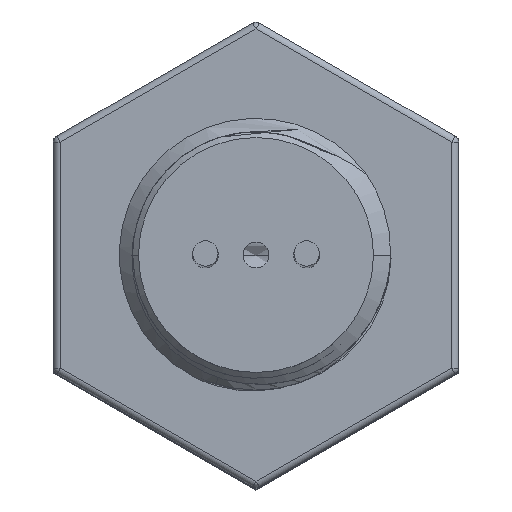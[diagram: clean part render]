
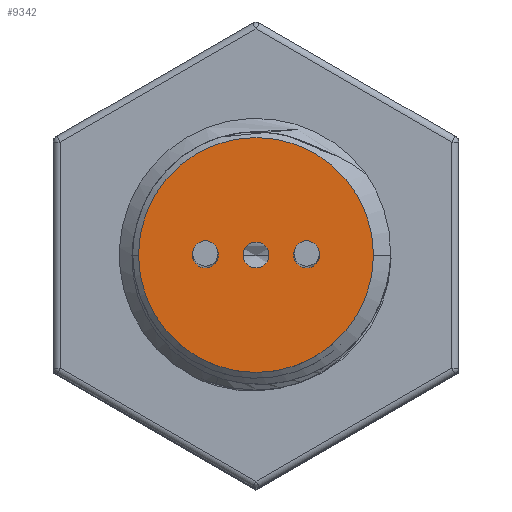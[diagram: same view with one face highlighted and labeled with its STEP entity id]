
A CAD part, top view. The second image highlights one B-rep face of the part: STEP entity #9342.
In plain terms, the highlighted planar face has unit normal (0, 0, 1).
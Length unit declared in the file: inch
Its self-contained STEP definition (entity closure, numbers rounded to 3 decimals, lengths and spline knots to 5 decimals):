
#130 = AXIS2_PLACEMENT_3D ( 'NONE', #12069, #12070, #12071 ) ;
#132 = AXIS2_PLACEMENT_3D ( 'NONE', #12057, #12058, #12059 ) ;
#134 = AXIS2_PLACEMENT_3D ( 'NONE', #12043, #12044, #12045 ) ;
#135 = AXIS2_PLACEMENT_3D ( 'NONE', #12040, #12041, #12042 ) ;
#257 = DIRECTION ( 'NONE',  ( 0., 0., 1. ) ) ;
#264 = CARTESIAN_POINT ( 'NONE',  ( -0.04181, 0.33044, 2.37389 ) ) ;
#266 = PLANE ( 'NONE',  #6605 ) ;
#267 = DIRECTION ( 'NONE',  ( 0., 1., 0. ) ) ;
#1962 = DIRECTION ( 'NONE',  ( 0., -1., 0. ) ) ;
#1963 = DIRECTION ( 'NONE',  ( 0., 0., -1. ) ) ;
#2042 = EDGE_CURVE ( 'NONE', #5039, #5015, #14971, .T. ) ;
#2043 = EDGE_CURVE ( 'NONE', #3436, #3784, #14972, .T. ) ;
#2045 = EDGE_CURVE ( 'NONE', #3467, #3477, #14968, .T. ) ;
#2063 = EDGE_CURVE ( 'NONE', #5010, #3470, #14937, .T. ) ;
#2280 = CIRCLE ( 'NONE', #130, 0.435 ) ;
#2286 = CIRCLE ( 'NONE', #132, 0.048 ) ;
#2297 = CIRCLE ( 'NONE', #134, 0.048 ) ;
#2311 = CIRCLE ( 'NONE', #135, 0.048 ) ;
#3436 = VERTEX_POINT ( 'NONE', #6861 ) ;
#3467 = VERTEX_POINT ( 'NONE', #6877 ) ;
#3470 = VERTEX_POINT ( 'NONE', #6879 ) ;
#3477 = VERTEX_POINT ( 'NONE', #6883 ) ;
#3784 = VERTEX_POINT ( 'NONE', #6977 ) ;
#5010 = VERTEX_POINT ( 'NONE', #7270 ) ;
#5015 = VERTEX_POINT ( 'NONE', #7280 ) ;
#5039 = VERTEX_POINT ( 'NONE', #7286 ) ;
#5135 = EDGE_LOOP ( 'NONE', ( #10874, #10875 ) ) ;
#6605 = AXIS2_PLACEMENT_3D ( 'NONE', #264, #257, #267 ) ;
#6861 = CARTESIAN_POINT ( 'NONE',  ( -0.22931, 0.37844, 2.37389 ) ) ;
#6877 = CARTESIAN_POINT ( 'NONE',  ( -0.04181, 0.76544, 2.37389 ) ) ;
#6879 = CARTESIAN_POINT ( 'NONE',  ( -0.04181, 0.28244, 2.37389 ) ) ;
#6883 = CARTESIAN_POINT ( 'NONE',  ( -0.04181, -0.10456, 2.37389 ) ) ;
#6977 = CARTESIAN_POINT ( 'NONE',  ( -0.22931, 0.28244, 2.37389 ) ) ;
#7270 = CARTESIAN_POINT ( 'NONE',  ( -0.04181, 0.37844, 2.37389 ) ) ;
#7280 = CARTESIAN_POINT ( 'NONE',  ( 0.14569, 0.28244, 2.37389 ) ) ;
#7286 = CARTESIAN_POINT ( 'NONE',  ( 0.14569, 0.37844, 2.37389 ) ) ;
#7690 = CARTESIAN_POINT ( 'NONE',  ( -0.04181, 0.33044, 2.37389 ) ) ;
#8215 = DIRECTION ( 'NONE',  ( 0., 1., 0. ) ) ;
#8219 = DIRECTION ( 'NONE',  ( 0., 0., 1. ) ) ;
#8236 = CARTESIAN_POINT ( 'NONE',  ( -0.04181, 0.33044, 2.37389 ) ) ;
#8352 = DIRECTION ( 'NONE',  ( 0., -1., 0. ) ) ;
#8468 = DIRECTION ( 'NONE',  ( 0., 0., -1. ) ) ;
#8472 = CARTESIAN_POINT ( 'NONE',  ( -0.22931, 0.33044, 2.37389 ) ) ;
#8497 = DIRECTION ( 'NONE',  ( 0., -1., 0. ) ) ;
#8499 = DIRECTION ( 'NONE',  ( 0., 0., -1. ) ) ;
#8501 = CARTESIAN_POINT ( 'NONE',  ( 0.14569, 0.33044, 2.37389 ) ) ;
#9342 = ADVANCED_FACE ( 'NONE', ( #14756, #14753, #14760, #14759 ), #266, .T. ) ;
#9674 = AXIS2_PLACEMENT_3D ( 'NONE', #7690, #1963, #1962 ) ;
#9683 = AXIS2_PLACEMENT_3D ( 'NONE', #8236, #8219, #8215 ) ;
#9685 = AXIS2_PLACEMENT_3D ( 'NONE', #8472, #8468, #8352 ) ;
#9686 = AXIS2_PLACEMENT_3D ( 'NONE', #8501, #8499, #8497 ) ;
#10874 = ORIENTED_EDGE ( 'NONE', *, *, #16570, .T. ) ;
#10875 = ORIENTED_EDGE ( 'NONE', *, *, #2042, .T. ) ;
#10876 = ORIENTED_EDGE ( 'NONE', *, *, #16572, .T. ) ;
#10877 = ORIENTED_EDGE ( 'NONE', *, *, #2063, .T. ) ;
#10878 = ORIENTED_EDGE ( 'NONE', *, *, #16578, .T. ) ;
#10879 = ORIENTED_EDGE ( 'NONE', *, *, #2043, .T. ) ;
#10880 = ORIENTED_EDGE ( 'NONE', *, *, #2045, .T. ) ;
#10881 = ORIENTED_EDGE ( 'NONE', *, *, #16583, .T. ) ;
#12040 = CARTESIAN_POINT ( 'NONE',  ( 0.14569, 0.33044, 2.37389 ) ) ;
#12041 = DIRECTION ( 'NONE',  ( 0., 0., -1. ) ) ;
#12042 = DIRECTION ( 'NONE',  ( 0., -1., 0. ) ) ;
#12043 = CARTESIAN_POINT ( 'NONE',  ( -0.04181, 0.33044, 2.37389 ) ) ;
#12044 = DIRECTION ( 'NONE',  ( 0., 0., -1. ) ) ;
#12045 = DIRECTION ( 'NONE',  ( 0., -1., 0. ) ) ;
#12057 = CARTESIAN_POINT ( 'NONE',  ( -0.22931, 0.33044, 2.37389 ) ) ;
#12058 = DIRECTION ( 'NONE',  ( 0., 0., -1. ) ) ;
#12059 = DIRECTION ( 'NONE',  ( 0., -1., 0. ) ) ;
#12069 = CARTESIAN_POINT ( 'NONE',  ( -0.04181, 0.33044, 2.37389 ) ) ;
#12070 = DIRECTION ( 'NONE',  ( 0., 0., 1. ) ) ;
#12071 = DIRECTION ( 'NONE',  ( 0., 1., 0. ) ) ;
#14753 = FACE_BOUND ( 'NONE', #16699, .T. ) ;
#14756 = FACE_BOUND ( 'NONE', #5135, .T. ) ;
#14759 = FACE_OUTER_BOUND ( 'NONE', #16700, .T. ) ;
#14760 = FACE_BOUND ( 'NONE', #16697, .T. ) ;
#14937 = CIRCLE ( 'NONE', #9674, 0.048 ) ;
#14968 = CIRCLE ( 'NONE', #9683, 0.435 ) ;
#14971 = CIRCLE ( 'NONE', #9686, 0.048 ) ;
#14972 = CIRCLE ( 'NONE', #9685, 0.048 ) ;
#16570 = EDGE_CURVE ( 'NONE', #5015, #5039, #2311, .T. ) ;
#16572 = EDGE_CURVE ( 'NONE', #3470, #5010, #2297, .T. ) ;
#16578 = EDGE_CURVE ( 'NONE', #3784, #3436, #2286, .T. ) ;
#16583 = EDGE_CURVE ( 'NONE', #3477, #3467, #2280, .T. ) ;
#16697 = EDGE_LOOP ( 'NONE', ( #10878, #10879 ) ) ;
#16699 = EDGE_LOOP ( 'NONE', ( #10876, #10877 ) ) ;
#16700 = EDGE_LOOP ( 'NONE', ( #10880, #10881 ) ) ;
